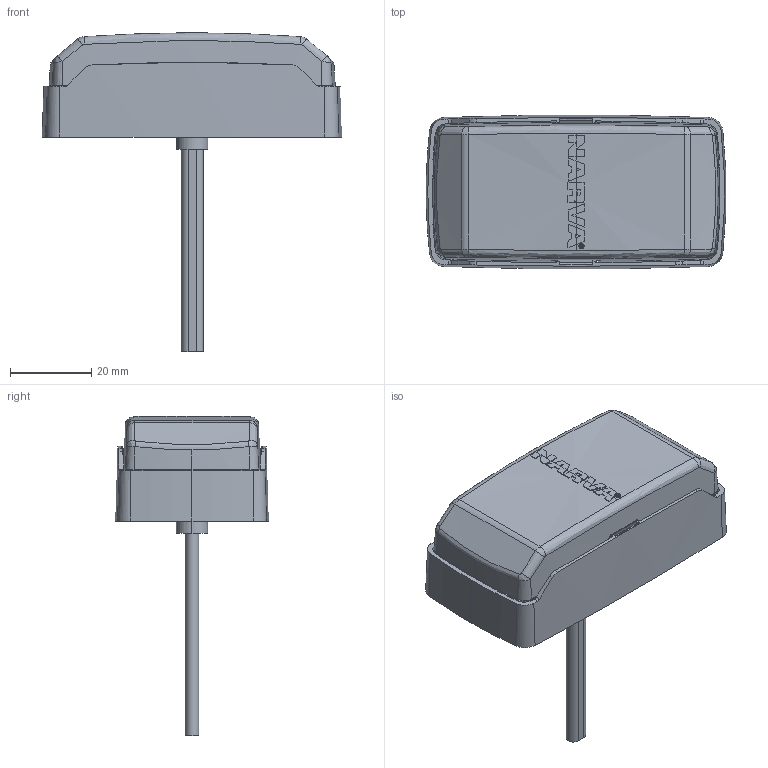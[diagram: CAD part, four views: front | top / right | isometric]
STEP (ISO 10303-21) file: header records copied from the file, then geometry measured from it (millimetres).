
FILE_DESCRIPTION (( 'STEP AP203' ), '1' );
FILE_NAME ('Model 80_81_Customer.STEP', '2024-07-31T06:20:04', ( '' ), ( '' ), 'SwSTEP 2.0', 'SolidWorks 2022', '' );
FILE_SCHEMA (( 'CONFIG_CONTROL_DESIGN' ));
Length unit declared in the file: millimetre
Products named in the file (1): Model 80_81_Customer
Bounding box: 73.91 x 37.87 x 78.9 mm (x, y, z)
Volume: 53110.2 mm3; surface area: 21303.4 mm2
Topology: 2 solids, 3 shells, 367 faces, 1024 edges, 671 vertices
Faces by surface type: plane 154, cone 79, bspline 69, cylinder 63, torus 2
Entity records: 14123 total; most frequent: CARTESIAN_POINT 5851, ORIENTED_EDGE 2048, DIRECTION 1297, EDGE_CURVE 1024, VERTEX_POINT 671, AXIS2_PLACEMENT_3D 482, EDGE_LOOP 389, ADVANCED_FACE 367
